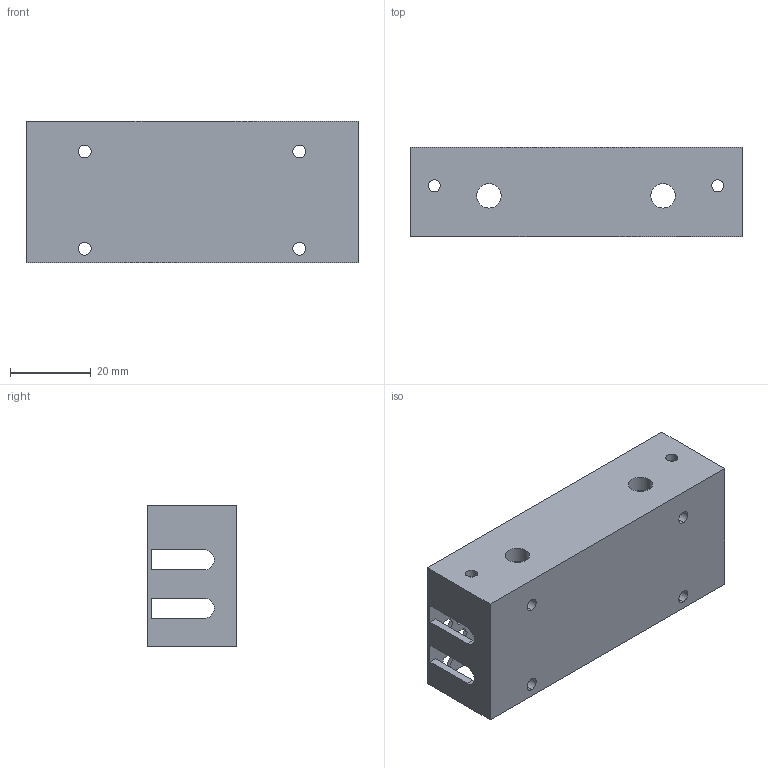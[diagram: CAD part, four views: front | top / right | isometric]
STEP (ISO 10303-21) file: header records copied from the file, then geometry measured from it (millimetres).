
FILE_DESCRIPTION (( 'STEP AP214' ), '1' );
FILE_NAME ('12V 萇赽啣錨璃1.STEP', '2025-10-27T02:21:58', ( '' ), ( '' ), 'SwSTEP 2.0', 'SolidWorks 2022', '' );
FILE_SCHEMA (( 'AUTOMOTIVE_DESIGN' ));
Length unit declared in the file: millimetre
Products named in the file (1): 12V 萇赽啣錨璃1
Bounding box: 82 x 22 x 35 mm (x, y, z)
Volume: 17848.3 mm3; surface area: 16053.3 mm2
Topology: 1 solids, 1 shells, 463 faces, 1386 edges, 924 vertices
Faces by surface type: plane 435, cylinder 28
Entity records: 15682 total; most frequent: CARTESIAN_POINT 2774, ORIENTED_EDGE 2772, DIRECTION 2370, EDGE_CURVE 1386, LINE 1330, VECTOR 1330, VERTEX_POINT 924, EDGE_LOOP 628
